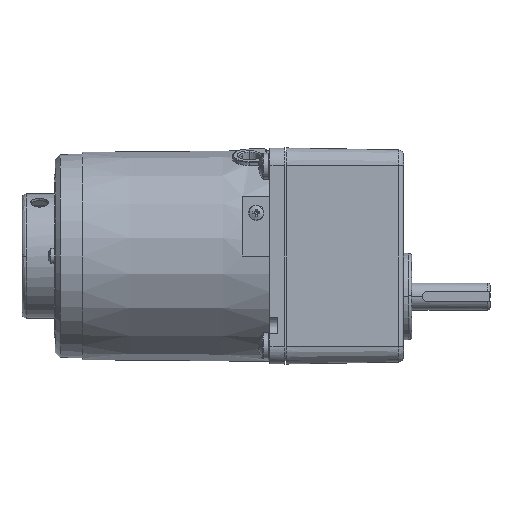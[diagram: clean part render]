
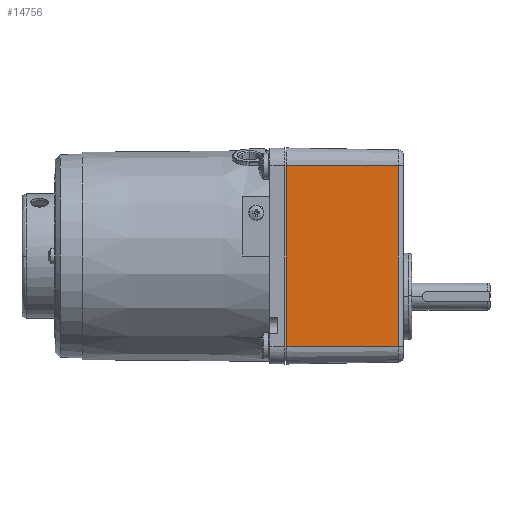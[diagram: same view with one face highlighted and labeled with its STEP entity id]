
A CAD part, left-side view. The second image highlights one B-rep face of the part: STEP entity #14756.
In plain terms, the highlighted face is planar.
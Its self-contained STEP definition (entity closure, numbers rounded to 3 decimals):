
#10876 = VERTEX_POINT ( 'NONE', #17954 ) ;
#10880 = VERTEX_POINT ( 'NONE', #17996 ) ;
#10882 = EDGE_CURVE ( 'NONE', #10880, #10876, #17995, .T. ) ;
#14655 = ORIENTED_EDGE ( 'NONE', *, *, #14656, .F. ) ;
#14656 = EDGE_CURVE ( 'NONE', #10876, #14674, #25313, .T. ) ;
#14674 = VERTEX_POINT ( 'NONE', #25337 ) ;
#14712 = VERTEX_POINT ( 'NONE', #25465 ) ;
#14726 = EDGE_LOOP ( 'NONE', ( #14757, #14655, #14780, #14782 ) ) ;
#14754 = EDGE_CURVE ( 'NONE', #14712, #14674, #25517, .T. ) ;
#14756 = ADVANCED_FACE ( 'NONE', ( #25513 ), #25512, .F. ) ;
#14757 = ORIENTED_EDGE ( 'NONE', *, *, #14754, .T. ) ;
#14780 = ORIENTED_EDGE ( 'NONE', *, *, #10882, .F. ) ;
#14782 = ORIENTED_EDGE ( 'NONE', *, *, #14795, .F. ) ;
#14795 = EDGE_CURVE ( 'NONE', #14712, #10880, #25630, .T. ) ;
#17954 = CARTESIAN_POINT ( 'NONE',  ( -39.275, -33.5, 41.535 ) ) ;
#17992 = DIRECTION ( 'NONE',  ( 0., -1., 0. ) ) ;
#17993 = VECTOR ( 'NONE', #17992, 1000. ) ;
#17994 = CARTESIAN_POINT ( 'NONE',  ( -39.275, 0., 41.535 ) ) ;
#17995 = LINE ( 'NONE', #17994, #17993 ) ;
#17996 = CARTESIAN_POINT ( 'NONE',  ( -39.275, 33.5, 41.535 ) ) ;
#25310 = DIRECTION ( 'NONE',  ( -0.017, 0., -1. ) ) ;
#25311 = VECTOR ( 'NONE', #25310, 1000. ) ;
#25312 = CARTESIAN_POINT ( 'NONE',  ( -8750.077, -33.5, -499000. ) ) ;
#25313 = LINE ( 'NONE', #25312, #25311 ) ;
#25337 = CARTESIAN_POINT ( 'NONE',  ( -40., -33.5, 0. ) ) ;
#25465 = CARTESIAN_POINT ( 'NONE',  ( -40., 33.5, 0. ) ) ;
#25507 = DIRECTION ( 'NONE',  ( -0.017, 0., -1. ) ) ;
#25508 = DIRECTION ( 'NONE',  ( 1., 0., -0.017 ) ) ;
#25509 = CARTESIAN_POINT ( 'NONE',  ( -39.638, 0., 20.767 ) ) ;
#25511 = AXIS2_PLACEMENT_3D ( 'NONE', #25509, #25508, #25507 ) ;
#25512 = PLANE ( 'NONE',  #25511 ) ;
#25513 = FACE_OUTER_BOUND ( 'NONE', #14726, .T. ) ;
#25514 = DIRECTION ( 'NONE',  ( 0., -1., 0. ) ) ;
#25515 = VECTOR ( 'NONE', #25514, 1000. ) ;
#25516 = CARTESIAN_POINT ( 'NONE',  ( -40., 0., 0. ) ) ;
#25517 = LINE ( 'NONE', #25516, #25515 ) ;
#25627 = DIRECTION ( 'NONE',  ( 0.017, 0., 1. ) ) ;
#25628 = VECTOR ( 'NONE', #25627, 1000. ) ;
#25629 = CARTESIAN_POINT ( 'NONE',  ( -8750.077, 33.5, -499000. ) ) ;
#25630 = LINE ( 'NONE', #25629, #25628 ) ;
